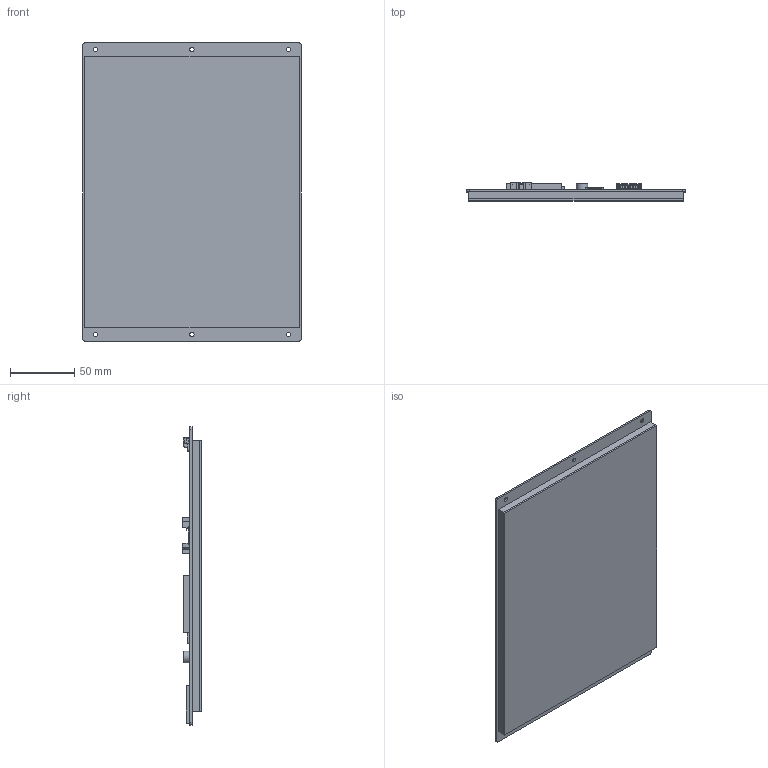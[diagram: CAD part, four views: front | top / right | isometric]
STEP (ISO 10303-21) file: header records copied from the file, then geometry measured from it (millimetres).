
FILE_DESCRIPTION(/* description */ (''),/* implementation_level */ '2;1');
FILE_NAME(/* name */ 'P10768J97I_T02.stp',/* time_stamp */ '2022-05-16T16:44:04-03:00',/* author */ ('Reservaa'),/* organization */ (''),/* preprocessor_version */ 'ST-DEVELOPER v18.1',/* originating_system */ 'Autodesk Inventor 2022',/* authorisation */ '');
FILE_SCHEMA (('AUTOMOTIVE_DESIGN { 1 0 10303 214 3 1 1 }'));
Length unit declared in the file: millimetre
Products named in the file (13): Display P10768J97I_T02; Placa; Tela; Vidro da tela; CI06; FPC 10w 14,1 de comprimento externo; User Library-CR2032_Holder; User Library-CR2032_Holder_Holder_Domyslna; User Library-CR2032_Holder_Pin_minus_Domyslna; User Library-CR2032_Holder_Pin_plus_Domyslna; Processador 7.0; SD Maior; Buzzer
Assembly tree (12 placements, depth 3):
  Display P10768J97I_T02
    Placa
    Tela
    Vidro da tela
    CI06
    FPC 10w 14,1 de comprimento externo
    User Library-CR2032_Holder
      User Library-CR2032_Holder_Holder_Domyslna
      User Library-CR2032_Holder_Pin_minus_Domyslna
      User Library-CR2032_Holder_Pin_plus_Domyslna
    Processador 7.0
    SD Maior
    Buzzer
Bounding box: 170.7 x 14.4 x 232.4 mm (x, y, z)
Volume: 316815.9 mm3; surface area: 238962.9 mm2
Topology: 15 solids, 15 shells, 733 faces, 1960 edges, 1269 vertices
Faces by surface type: plane 611, cylinder 101, cone 9, sphere 8, torus 4
Full cylindrical faces by diameter (mm): 0.4 x4, 0.5 x4, 1 x4, 1.75 x1, 2 x2, 2.011 x1, 2.441 x1, 3.3 x6, 9.1 x1
Entity records: 23586 total; most frequent: CARTESIAN_POINT 3996, ORIENTED_EDGE 3904, DIRECTION 3763, EDGE_CURVE 1952, LINE 1641, VECTOR 1641, VERTEX_POINT 1269, AXIS2_PLACEMENT_3D 1061
